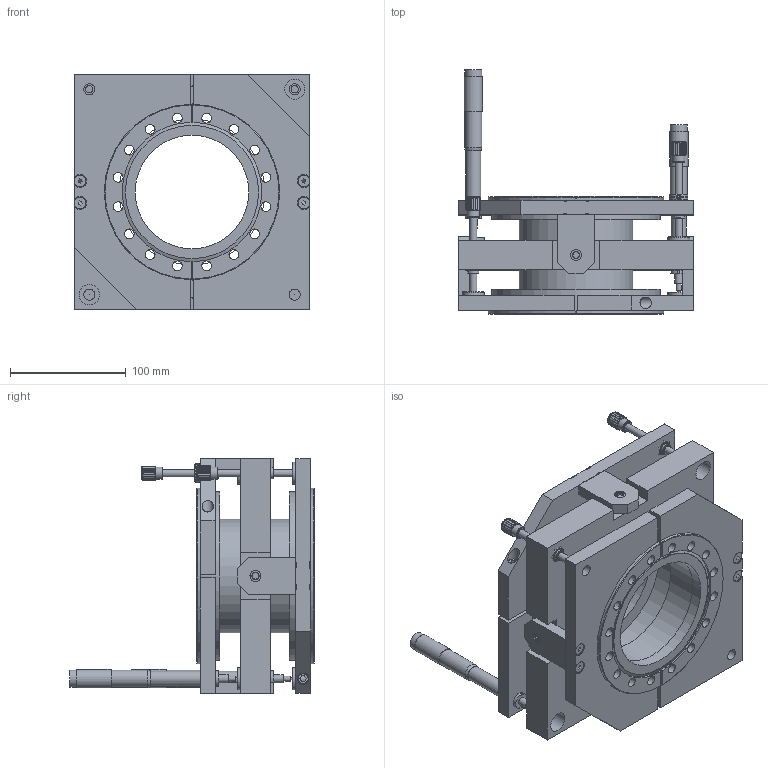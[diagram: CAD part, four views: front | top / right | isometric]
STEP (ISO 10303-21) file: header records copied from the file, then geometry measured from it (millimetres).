
FILE_DESCRIPTION(/* description */ (''),/* implementation_level */ '2;1');
FILE_NAME(/* name */ 'M-TPA-100CF.stp',/* time_stamp */ '2019-01-29T09:13:12+00:00',/* author */ ('paul'),/* organization */ (''),/* preprocessor_version */ 'ST-DEVELOPER v17.2',/* originating_system */ 'Autodesk Inventor 2019',/* authorisation */ '');
FILE_SCHEMA (('AUTOMOTIVE_DESIGN { 1 0 10303 214 3 1 1 }'));
Length unit declared in the file: inch
Products named in the file (1): M-TPA-100CF
Bounding box: 203.79 x 211.46 x 203.8 mm (x, y, z)
Surface area: 319105.8 mm2 (no closed solid volume)
Topology: 0 solids, 58 shells, 512 faces, 1750 edges, 1258 vertices
Faces by surface type: plane 244, cylinder 166, cone 56, torus 44, sphere 2
Full cylindrical faces by diameter (mm): 4.369 x2, 4.826 x4, 6.35 x4, 6.375 x4, 6.985 x2, 8.433 x32, 9.5 x2, 9.525 x6, 9.906 x4, 10.098 x5, 10.668 x2, 11.43 x2, 12.954 x2, 14.986 x4, 15.875 x1, 16.002 x2, 17.462 x4, 19.05 x4, 98.298 x4, 115.316 x2, 122.174 x1, 126.238 x1, 146.05 x2, 151.638 x2
Entity records: 22808 total; most frequent: CARTESIAN_POINT 6851, DIRECTION 3261, ORIENTED_EDGE 2916, EDGE_CURVE 1748, VERTEX_POINT 1258, AXIS2_PLACEMENT_3D 1241, LINE 779, VECTOR 779
